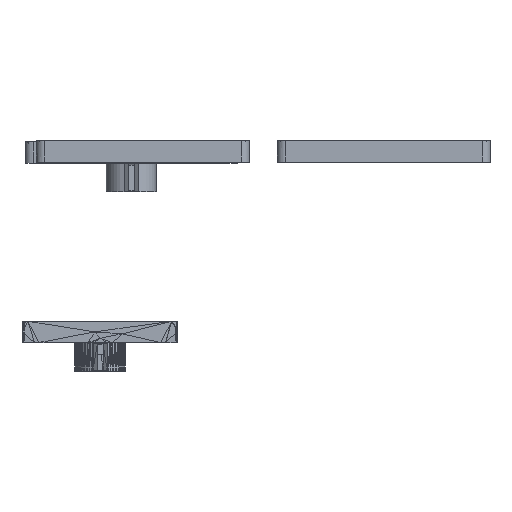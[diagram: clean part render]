
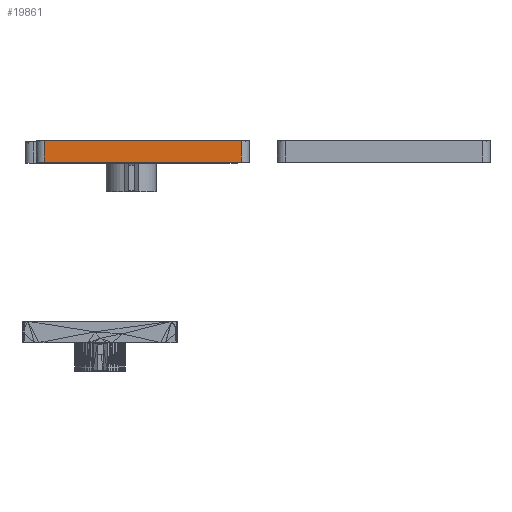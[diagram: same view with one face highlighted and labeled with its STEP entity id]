
A CAD part, top view. The second image highlights one B-rep face of the part: STEP entity #19861.
In plain terms, the highlighted planar face has unit normal (0, 0, 1).
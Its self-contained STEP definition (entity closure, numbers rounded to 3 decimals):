
#1412=PLANE('',#21270);
#2728=FACE_OUTER_BOUND('',#4162,.T.);
#4162=EDGE_LOOP('',(#17695,#17696,#17697,#17698));
#6538=LINE('',#31234,#9047);
#6540=LINE('',#31242,#9049);
#6544=LINE('',#31253,#9053);
#6545=LINE('',#31255,#9054);
#9047=VECTOR('',#26063,10.);
#9049=VECTOR('',#26073,10.);
#9053=VECTOR('',#26085,10.);
#9054=VECTOR('',#26088,10.);
#10513=VERTEX_POINT('',#31231);
#10514=VERTEX_POINT('',#31233);
#10516=VERTEX_POINT('',#31241);
#10519=VERTEX_POINT('',#31251);
#12987=EDGE_CURVE('',#10513,#10514,#6538,.T.);
#12991=EDGE_CURVE('',#10514,#10516,#6540,.T.);
#12997=EDGE_CURVE('',#10516,#10519,#6544,.T.);
#12998=EDGE_CURVE('',#10519,#10513,#6545,.T.);
#17695=ORIENTED_EDGE('',*,*,#12998,.F.);
#17696=ORIENTED_EDGE('',*,*,#12997,.F.);
#17697=ORIENTED_EDGE('',*,*,#12991,.F.);
#17698=ORIENTED_EDGE('',*,*,#12987,.F.);
#19861=ADVANCED_FACE('',(#2728),#1412,.T.);
#21270=AXIS2_PLACEMENT_3D('',#31254,#26086,#26087);
#26063=DIRECTION('',(0.,1.,0.));
#26073=DIRECTION('',(1.,0.,0.));
#26085=DIRECTION('',(0.,-1.,0.));
#26086=DIRECTION('center_axis',(0.,0.,1.));
#26087=DIRECTION('ref_axis',(-1.,0.,0.));
#26088=DIRECTION('',(-1.,0.,0.));
#31231=CARTESIAN_POINT('',(-111.303,-5.,617.411));
#31233=CARTESIAN_POINT('',(-111.303,10.,617.411));
#31234=CARTESIAN_POINT('',(-111.303,10.,617.411));
#31241=CARTESIAN_POINT('',(27.431,10.,617.411));
#31242=CARTESIAN_POINT('',(-116.936,10.,617.411));
#31251=CARTESIAN_POINT('',(27.431,-5.,617.411));
#31253=CARTESIAN_POINT('',(27.431,10.,617.411));
#31254=CARTESIAN_POINT('Origin',(33.064,10.,617.411));
#31255=CARTESIAN_POINT('',(-116.936,-5.,617.411));
